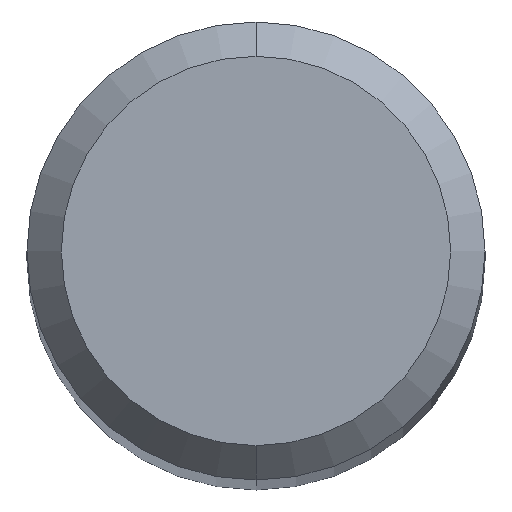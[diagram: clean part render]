
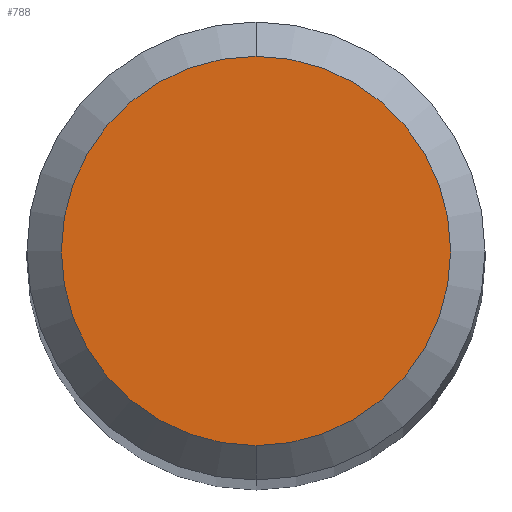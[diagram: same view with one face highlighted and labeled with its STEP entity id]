
A CAD part, top view. The second image highlights one B-rep face of the part: STEP entity #788.
In plain terms, the highlighted planar face has unit normal (0, 0, 1).
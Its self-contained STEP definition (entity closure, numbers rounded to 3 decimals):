
#414=VERTEX_POINT('',#1082);
#784=EDGE_CURVE('',#892,#414,#1486,.T.);
#788=ADVANCED_FACE('',(#1490),#1491,.T.);
#892=VERTEX_POINT('',#1602);
#940=EDGE_CURVE('',#414,#892,#1655,.T.);
#1082=CARTESIAN_POINT('',(0.,-1.7,0.0));
#1486=CIRCLE('',#7661,1.7);
#1490=FACE_OUTER_BOUND('',#7665,.T.);
#1491=PLANE('',#7666);
#1602=CARTESIAN_POINT('',(0.0,1.7,0.0));
#1655=CIRCLE('',#10539,1.7);
#7661=AXIS2_PLACEMENT_3D('',#11186,#11187,#11188);
#7665=EDGE_LOOP('',(#11190,#11191));
#7666=AXIS2_PLACEMENT_3D('',#11192,#11193,#11194);
#10539=AXIS2_PLACEMENT_3D('',#11344,#11345,#11346);
#11186=CARTESIAN_POINT('',(0.0,0.0,0.0));
#11187=DIRECTION('',(0.0,0.0,-1.0));
#11188=DIRECTION('',(0.0,1.0,0.0));
#11190=ORIENTED_EDGE('',*,*,#784,.F.);
#11191=ORIENTED_EDGE('',*,*,#940,.F.);
#11192=CARTESIAN_POINT('',(0.0,0.85,0.0));
#11193=DIRECTION('',(-0.0,0.0,1.0));
#11194=DIRECTION('',(0.0,-1.0,0.0));
#11344=CARTESIAN_POINT('',(0.0,0.0,0.0));
#11345=DIRECTION('',(0.0,0.0,-1.0));
#11346=DIRECTION('',(0.0,1.0,0.0));
